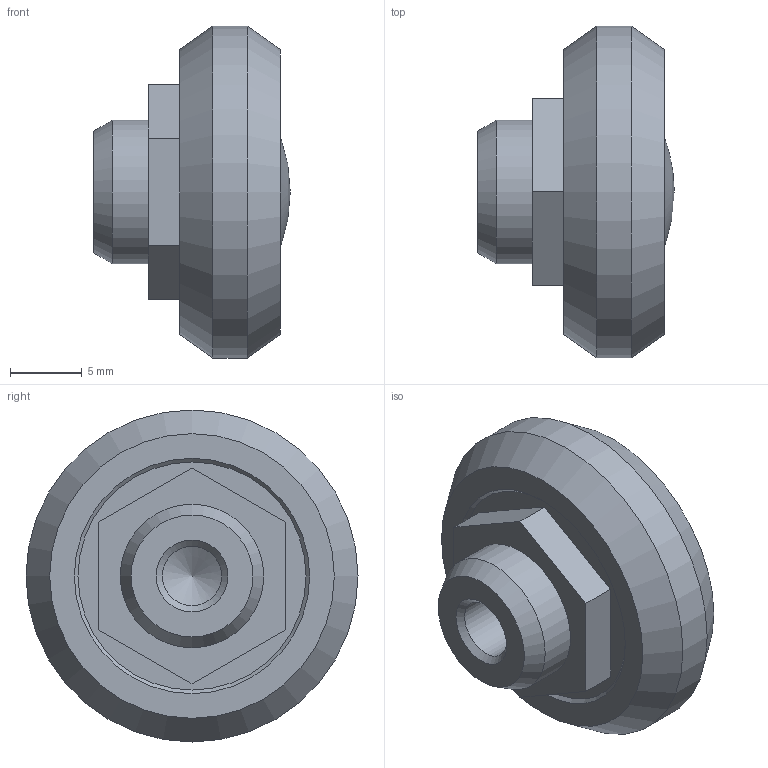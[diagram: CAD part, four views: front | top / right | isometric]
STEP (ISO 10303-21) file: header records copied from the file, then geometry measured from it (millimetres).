
FILE_DESCRIPTION(/* description */ ('STEP AP214'),/* implementation_level */ '2;1');
FILE_NAME(/* name */ 'CPN28-2RS',/* time_stamp */ '2024-08-06T11:29:25+02:00',/* author */ ('License CC BY-ND 4.0'),/* organization */ ('CADENAS'),/* preprocessor_version */ 'ST-DEVELOPER v19.3',/* originating_system */ 'PARTsolutions',/* authorisation */ ' ');
FILE_SCHEMA (('AUTOMOTIVE_DESIGN {1 0 10303 214 3 1 1}'));
Length unit declared in the file: millimetre
Products named in the file (1): CPN28-2RS
Bounding box: 13.7 x 23.14 x 23.14 mm (x, y, z)
Volume: 3104 mm3; surface area: 1543 mm2
Topology: 1 solids, 1 shells, 25 faces, 51 edges, 33 vertices
Faces by surface type: plane 13, cone 8, cylinder 3, sphere 1
Full cylindrical faces by diameter (mm): 4.134 x1, 10 x1, 23.14 x1
Entity records: 765 total; most frequent: DIRECTION 104, CARTESIAN_POINT 91, ORIENTED_EDGE 70, FACE_BOUND 43, AXIS2_PLACEMENT_3D 43, EDGE_LOOP 42, EDGE_CURVE 35, VERTEX_POINT 30
